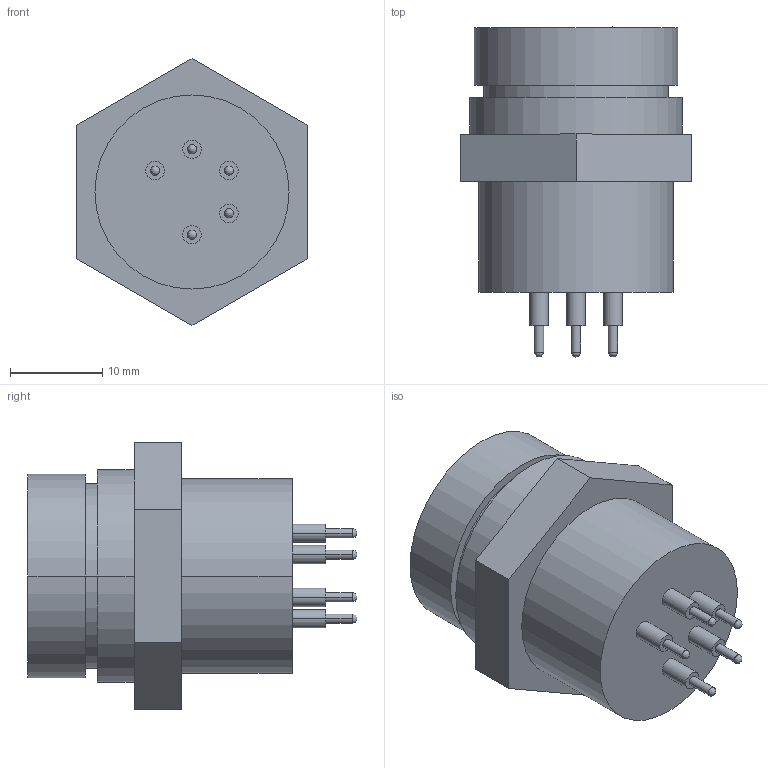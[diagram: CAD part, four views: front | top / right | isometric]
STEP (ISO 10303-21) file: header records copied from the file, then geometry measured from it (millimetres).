
FILE_DESCRIPTION (( 'STEP AP203' ), '1' );
FILE_NAME ('P347.STEP', '2020-04-15T06:35:24', ( 'edpusr' ), ( 'Microsoft' ), 'SwSTEP 2.0', 'SolidWorks 2015', '' );
FILE_SCHEMA (( 'CONFIG_CONTROL_DESIGN' ));
Length unit declared in the file: millimetre
Products named in the file (1): P347
Bounding box: 25 x 35.7 x 28.87 mm (x, y, z)
Volume: 10079.8 mm3; surface area: 5628.8 mm2
Topology: 2 solids, 2 shells, 98 faces, 234 edges, 142 vertices
Faces by surface type: cylinder 57, plane 29, bspline 12
Entity records: 2955 total; most frequent: CARTESIAN_POINT 657, DIRECTION 506, ORIENTED_EDGE 420, AXIS2_PLACEMENT_3D 211, EDGE_CURVE 210, VERTEX_POINT 142, CIRCLE 124, EDGE_LOOP 124
